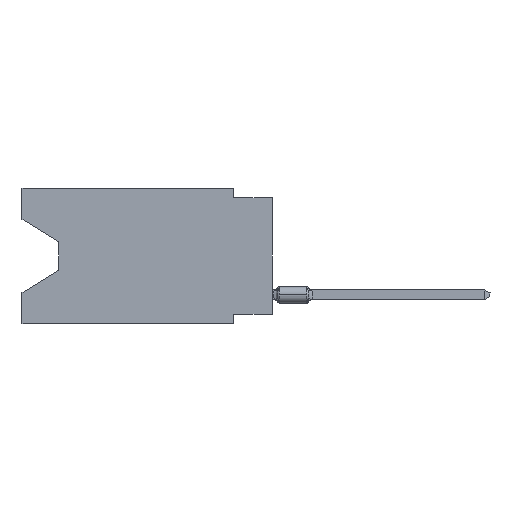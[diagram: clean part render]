
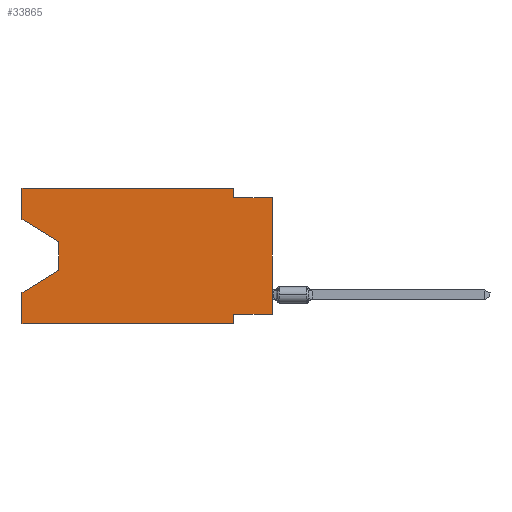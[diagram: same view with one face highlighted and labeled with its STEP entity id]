
A CAD part, left-side view. The second image highlights one B-rep face of the part: STEP entity #33865.
In plain terms, the highlighted planar face has unit normal (-1, 0, 0).
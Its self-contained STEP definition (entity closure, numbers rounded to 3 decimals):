
#896 = VECTOR ( 'NONE', #8043, 1000. ) ;
#1202 = VECTOR ( 'NONE', #21537, 1000. ) ;
#1268 = VERTEX_POINT ( 'NONE', #35648 ) ;
#1981 = VECTOR ( 'NONE', #6438, 1000. ) ;
#2900 = ORIENTED_EDGE ( 'NONE', *, *, #10365, .F. ) ;
#2963 = ORIENTED_EDGE ( 'NONE', *, *, #17093, .F. ) ;
#2995 = EDGE_CURVE ( 'NONE', #3403, #26022, #11425, .T. ) ;
#3105 = LINE ( 'NONE', #13122, #35884 ) ;
#3343 = EDGE_CURVE ( 'NONE', #17835, #1268, #25844, .T. ) ;
#3403 = VERTEX_POINT ( 'NONE', #35668 ) ;
#4010 = VERTEX_POINT ( 'NONE', #23458 ) ;
#4472 = VERTEX_POINT ( 'NONE', #28166 ) ;
#6073 = CARTESIAN_POINT ( 'NONE',  ( 0., 2.54, -8.89 ) ) ;
#6438 = DIRECTION ( 'NONE',  ( 0., -1., 0. ) ) ;
#6829 = DIRECTION ( 'NONE',  ( 0., 0., 1. ) ) ;
#6978 = LINE ( 'NONE', #39774, #22415 ) ;
#7393 = CARTESIAN_POINT ( 'NONE',  ( 0., 13.97, -3.505 ) ) ;
#7785 = CARTESIAN_POINT ( 'NONE',  ( 0., 0., -8.255 ) ) ;
#7989 = LINE ( 'NONE', #7785, #16129 ) ;
#8043 = DIRECTION ( 'NONE',  ( 0., 0., 1. ) ) ;
#8483 = LINE ( 'NONE', #27828, #17032 ) ;
#9074 = CARTESIAN_POINT ( 'NONE',  ( 0., 2.54, 0. ) ) ;
#9267 = DIRECTION ( 'NONE',  ( 0., -1., 0. ) ) ;
#10365 = EDGE_CURVE ( 'NONE', #39042, #17835, #7989, .T. ) ;
#11425 = LINE ( 'NONE', #7393, #31342 ) ;
#12542 = DIRECTION ( 'NONE',  ( 1., 0., 0. ) ) ;
#12745 = PLANE ( 'NONE',  #40306 ) ;
#12900 = VERTEX_POINT ( 'NONE', #34745 ) ;
#13122 = CARTESIAN_POINT ( 'NONE',  ( 0., 16.383, -2.038 ) ) ;
#14214 = CARTESIAN_POINT ( 'NONE',  ( 0., 16.383, 0. ) ) ;
#15160 = CARTESIAN_POINT ( 'NONE',  ( 0., 13.97, -5.385 ) ) ;
#15696 = VECTOR ( 'NONE', #22865, 1000. ) ;
#15721 = VECTOR ( 'NONE', #19062, 1000. ) ;
#16068 = CARTESIAN_POINT ( 'NONE',  ( 0., 16.383, 0. ) ) ;
#16129 = VECTOR ( 'NONE', #23730, 1000. ) ;
#16168 = EDGE_CURVE ( 'NONE', #4010, #1268, #22614, .T. ) ;
#16422 = ORIENTED_EDGE ( 'NONE', *, *, #2995, .T. ) ;
#16734 = DIRECTION ( 'NONE',  ( 0., -0.855, -0.519 ) ) ;
#16942 = ORIENTED_EDGE ( 'NONE', *, *, #41318, .T. ) ;
#17032 = VECTOR ( 'NONE', #9267, 1000. ) ;
#17093 = EDGE_CURVE ( 'NONE', #4472, #24831, #6978, .T. ) ;
#17720 = ORIENTED_EDGE ( 'NONE', *, *, #31173, .T. ) ;
#17835 = VERTEX_POINT ( 'NONE', #41071 ) ;
#18048 = ORIENTED_EDGE ( 'NONE', *, *, #21463, .F. ) ;
#18188 = CARTESIAN_POINT ( 'NONE',  ( 0., 0., -8.255 ) ) ;
#18298 = VERTEX_POINT ( 'NONE', #9074 ) ;
#19062 = DIRECTION ( 'NONE',  ( 0., 0., -1. ) ) ;
#21226 = DIRECTION ( 'NONE',  ( 0., 0., -1. ) ) ;
#21416 = EDGE_CURVE ( 'NONE', #39650, #18298, #8483, .T. ) ;
#21463 = EDGE_CURVE ( 'NONE', #4010, #12900, #36087, .T. ) ;
#21537 = DIRECTION ( 'NONE',  ( 0., 0.855, -0.519 ) ) ;
#21552 = CARTESIAN_POINT ( 'NONE',  ( 0., 2.54, 0. ) ) ;
#22415 = VECTOR ( 'NONE', #30174, 1000. ) ;
#22466 = CARTESIAN_POINT ( 'NONE',  ( 0., 16.383, -2.038 ) ) ;
#22614 = LINE ( 'NONE', #25785, #1981 ) ;
#22865 = DIRECTION ( 'NONE',  ( 0., 0., 1. ) ) ;
#23249 = CARTESIAN_POINT ( 'NONE',  ( 0., 0., -0.635 ) ) ;
#23458 = CARTESIAN_POINT ( 'NONE',  ( 0., 16.383, -8.89 ) ) ;
#23730 = DIRECTION ( 'NONE',  ( 0., 1., 0. ) ) ;
#23995 = LINE ( 'NONE', #14214, #896 ) ;
#24108 = DIRECTION ( 'NONE',  ( 0., 0., -1. ) ) ;
#24831 = VERTEX_POINT ( 'NONE', #23249 ) ;
#25303 = FACE_OUTER_BOUND ( 'NONE', #34641, .T. ) ;
#25344 = LINE ( 'NONE', #15160, #1202 ) ;
#25701 = CARTESIAN_POINT ( 'NONE',  ( 0., 16.383, 0. ) ) ;
#25785 = CARTESIAN_POINT ( 'NONE',  ( 0., 16.383, -8.89 ) ) ;
#25844 = LINE ( 'NONE', #6073, #15721 ) ;
#26022 = VERTEX_POINT ( 'NONE', #37714 ) ;
#26149 = ORIENTED_EDGE ( 'NONE', *, *, #39408, .T. ) ;
#26773 = VECTOR ( 'NONE', #24108, 1000. ) ;
#27494 = ORIENTED_EDGE ( 'NONE', *, *, #35969, .F. ) ;
#27828 = CARTESIAN_POINT ( 'NONE',  ( 0., 16.383, 0. ) ) ;
#27941 = ORIENTED_EDGE ( 'NONE', *, *, #3343, .F. ) ;
#28166 = CARTESIAN_POINT ( 'NONE',  ( 0., 2.54, -0.635 ) ) ;
#30174 = DIRECTION ( 'NONE',  ( 0., -1., 0. ) ) ;
#30756 = ORIENTED_EDGE ( 'NONE', *, *, #35684, .F. ) ;
#31173 = EDGE_CURVE ( 'NONE', #39042, #24831, #36641, .T. ) ;
#31342 = VECTOR ( 'NONE', #21226, 1000. ) ;
#33865 = ADVANCED_FACE ( 'NONE', ( #25303 ), #12745, .F. ) ;
#34336 = LINE ( 'NONE', #21552, #26773 ) ;
#34641 = EDGE_LOOP ( 'NONE', ( #16942, #16422, #26149, #18048, #41111, #27941, #2900, #17720, #2963, #30756, #37053, #27494 ) ) ;
#34745 = CARTESIAN_POINT ( 'NONE',  ( 0., 16.383, -6.852 ) ) ;
#35648 = CARTESIAN_POINT ( 'NONE',  ( 0., 2.54, -8.89 ) ) ;
#35668 = CARTESIAN_POINT ( 'NONE',  ( 0., 13.97, -3.505 ) ) ;
#35684 = EDGE_CURVE ( 'NONE', #18298, #4472, #34336, .T. ) ;
#35884 = VECTOR ( 'NONE', #16734, 1000. ) ;
#35969 = EDGE_CURVE ( 'NONE', #37340, #39650, #23995, .T. ) ;
#35997 = CARTESIAN_POINT ( 'NONE',  ( 0., 0., 0. ) ) ;
#36087 = LINE ( 'NONE', #16068, #15696 ) ;
#36211 = CARTESIAN_POINT ( 'NONE',  ( 0., 16.383, 0. ) ) ;
#36641 = LINE ( 'NONE', #35997, #39778 ) ;
#37053 = ORIENTED_EDGE ( 'NONE', *, *, #21416, .F. ) ;
#37340 = VERTEX_POINT ( 'NONE', #22466 ) ;
#37714 = CARTESIAN_POINT ( 'NONE',  ( 0., 13.97, -5.385 ) ) ;
#38317 = DIRECTION ( 'NONE',  ( 0., 0., -1. ) ) ;
#39042 = VERTEX_POINT ( 'NONE', #18188 ) ;
#39408 = EDGE_CURVE ( 'NONE', #26022, #12900, #25344, .T. ) ;
#39650 = VERTEX_POINT ( 'NONE', #36211 ) ;
#39774 = CARTESIAN_POINT ( 'NONE',  ( 0., 0., -0.635 ) ) ;
#39778 = VECTOR ( 'NONE', #6829, 1000. ) ;
#40306 = AXIS2_PLACEMENT_3D ( 'NONE', #25701, #12542, #38317 ) ;
#41071 = CARTESIAN_POINT ( 'NONE',  ( 0., 2.54, -8.255 ) ) ;
#41111 = ORIENTED_EDGE ( 'NONE', *, *, #16168, .T. ) ;
#41318 = EDGE_CURVE ( 'NONE', #37340, #3403, #3105, .T. ) ;
